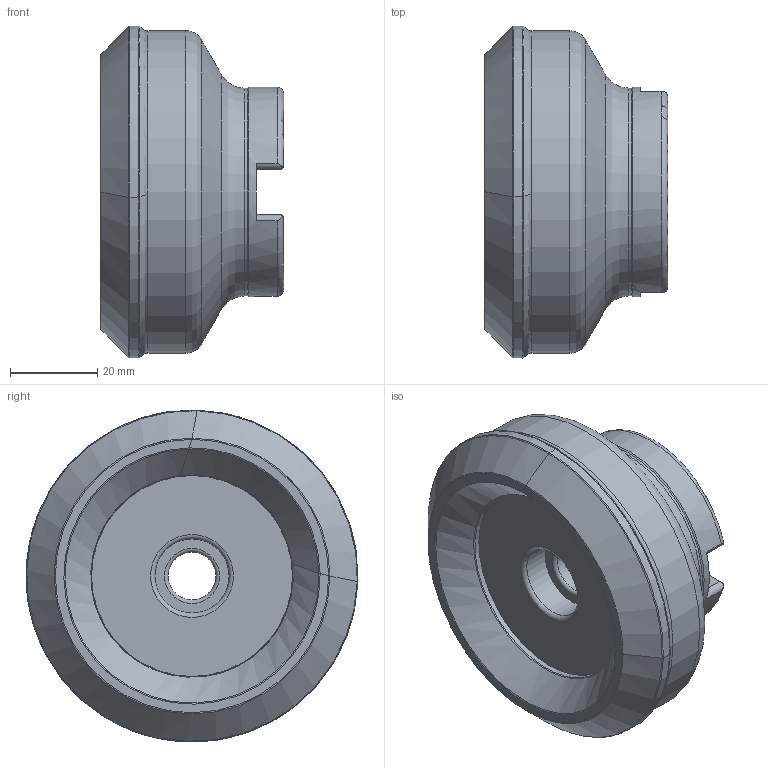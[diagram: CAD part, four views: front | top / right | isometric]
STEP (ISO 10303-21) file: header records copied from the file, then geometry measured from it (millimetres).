
FILE_DESCRIPTION(/* description */ (''),/* implementation_level */ '2;1');
FILE_NAME(/* name */ 'model1.stp',/* time_stamp */ '2023-10-02T15:10:07+03:00',/* author */ (''),/* organization */ (''),/* preprocessor_version */ 'ST-DEVELOPER v19.4',/* originating_system */ 'SIEMENS PLM Software NX2306.3001',/* authorisation */ '');
FILE_SCHEMA (('AUTOMOTIVE_DESIGN { 1 0 10303 214 3 1 1 1 }'));
Length unit declared in the file: millimetre
Products named in the file (1): model1_objects
Bounding box: 42 x 76.11 x 76.11 mm (x, y, z)
Volume: 128191.4 mm3; surface area: 25174.9 mm2
Topology: 2 solids, 2 shells, 80 faces, 181 edges, 105 vertices
Faces by surface type: bspline 28, plane 24, cylinder 11, torus 10, cone 6, revolution 1
Full cylindrical faces by diameter (mm): 11 x1, 17 x1, 22 x1, 22.5 x1, 47.6 x1, 48 x1, 74 x1
Entity records: 2904 total; most frequent: CARTESIAN_POINT 907, DIRECTION 339, ORIENTED_EDGE 318, EDGE_CURVE 159, AXIS2_PLACEMENT_3D 143, EDGE_LOOP 104, VERTEX_POINT 103, CIRCLE 87
